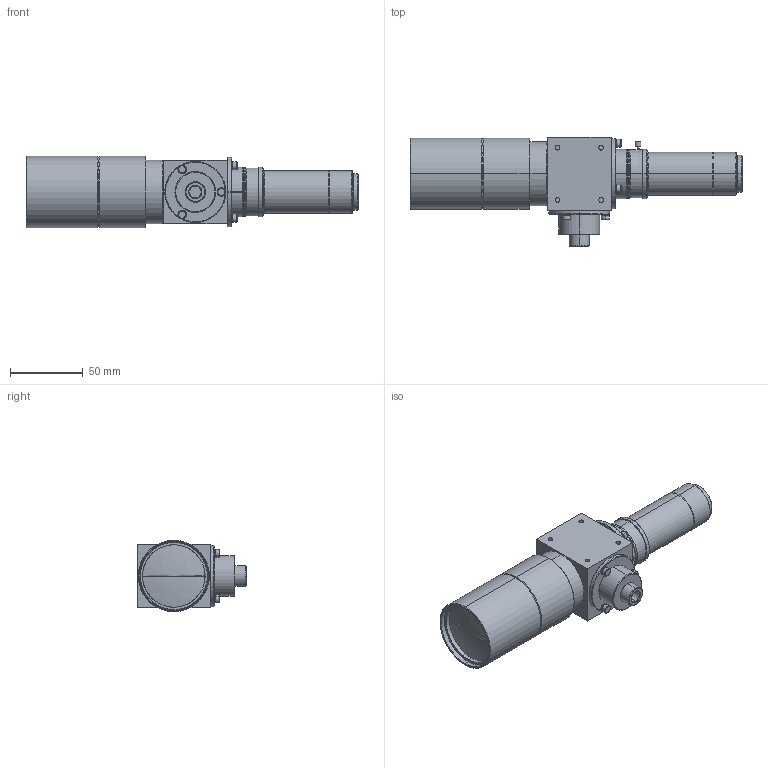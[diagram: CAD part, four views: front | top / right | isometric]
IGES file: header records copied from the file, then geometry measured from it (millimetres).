
Start section: SolidWorks IGES file using analytic representation for surfaces
Global section: file name: TCL0300-F 3D.IGS; native system: SolidWorks 2016; preprocessor: SolidWorks 2016; author: 20H株式会社オプトアート; date: 161213.103804; units: millimetre
Bounding box: 228.42 x 75 x 49 mm (x, y, z)
Surface area: 56181.6 mm2 (no closed solid volume)
Topology: 0 solids, 0 shells, 239 faces, 4701 edges, 4700 vertices
Faces by surface type: revolution 176, bspline 63
